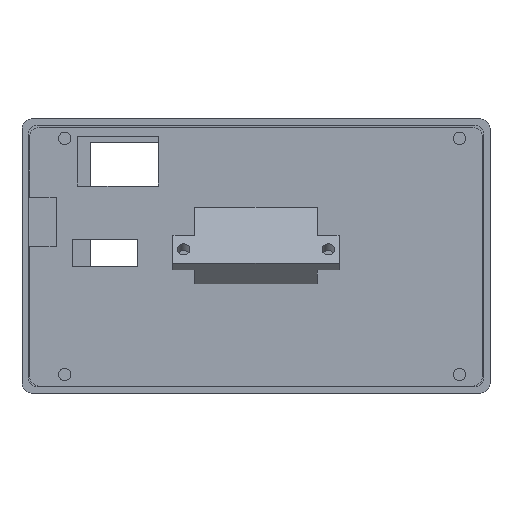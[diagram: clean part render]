
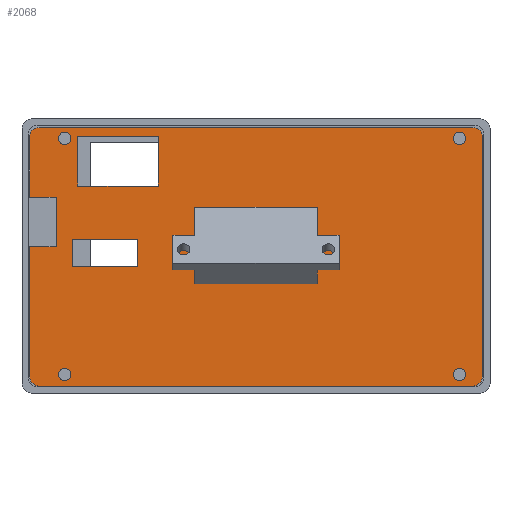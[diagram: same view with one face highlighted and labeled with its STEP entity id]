
A CAD part, front view. The second image highlights one B-rep face of the part: STEP entity #2068.
In plain terms, the highlighted face is planar.
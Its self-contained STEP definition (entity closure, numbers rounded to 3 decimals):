
#61=CIRCLE('',#2235,3.);
#62=CIRCLE('',#2238,3.);
#63=CIRCLE('',#2239,3.);
#64=CIRCLE('',#2240,3.);
#65=CIRCLE('',#2241,2.);
#66=CIRCLE('',#2242,2.);
#67=CIRCLE('',#2243,2.);
#68=CIRCLE('',#2244,2.);
#125=FACE_BOUND('',#302,.T.);
#126=FACE_BOUND('',#303,.T.);
#127=FACE_BOUND('',#304,.T.);
#128=FACE_BOUND('',#305,.T.);
#129=FACE_BOUND('',#306,.T.);
#130=FACE_BOUND('',#307,.T.);
#131=FACE_BOUND('',#308,.T.);
#182=FACE_OUTER_BOUND('',#301,.T.);
#301=EDGE_LOOP('',(#1541,#1542,#1543,#1544,#1545,#1546,#1547,#1548,#1549,
#1550,#1551,#1552));
#302=EDGE_LOOP('',(#1553,#1554,#1555,#1556));
#303=EDGE_LOOP('',(#1557,#1558,#1559,#1560));
#304=EDGE_LOOP('',(#1561,#1562,#1563,#1564));
#305=EDGE_LOOP('',(#1565));
#306=EDGE_LOOP('',(#1566));
#307=EDGE_LOOP('',(#1567));
#308=EDGE_LOOP('',(#1568));
#441=LINE('',#3038,#677);
#447=LINE('',#3049,#683);
#448=LINE('',#3052,#684);
#472=LINE('',#3119,#708);
#473=LINE('',#3123,#709);
#476=LINE('',#3128,#712);
#478=LINE('',#3132,#714);
#480=LINE('',#3135,#716);
#481=LINE('',#3139,#717);
#484=LINE('',#3144,#720);
#486=LINE('',#3148,#722);
#488=LINE('',#3153,#724);
#491=LINE('',#3158,#727);
#493=LINE('',#3162,#729);
#495=LINE('',#3165,#731);
#496=LINE('',#3168,#732);
#500=LINE('',#3177,#736);
#501=LINE('',#3180,#737);
#502=LINE('',#3184,#738);
#503=LINE('',#3188,#739);
#677=VECTOR('',#2439,10.);
#683=VECTOR('',#2447,10.);
#684=VECTOR('',#2450,10.);
#708=VECTOR('',#2502,10.);
#709=VECTOR('',#2505,10.);
#712=VECTOR('',#2510,10.);
#714=VECTOR('',#2514,10.);
#716=VECTOR('',#2518,10.);
#717=VECTOR('',#2521,10.);
#720=VECTOR('',#2526,10.);
#722=VECTOR('',#2530,10.);
#724=VECTOR('',#2534,10.);
#727=VECTOR('',#2539,10.);
#729=VECTOR('',#2543,10.);
#731=VECTOR('',#2547,10.);
#732=VECTOR('',#2550,10.);
#736=VECTOR('',#2560,10.);
#737=VECTOR('',#2563,10.);
#738=VECTOR('',#2566,10.);
#739=VECTOR('',#2569,10.);
#901=VERTEX_POINT('',#3036);
#902=VERTEX_POINT('',#3037);
#906=VERTEX_POINT('',#3047);
#907=VERTEX_POINT('',#3051);
#937=VERTEX_POINT('',#3121);
#938=VERTEX_POINT('',#3122);
#939=VERTEX_POINT('',#3127);
#940=VERTEX_POINT('',#3131);
#941=VERTEX_POINT('',#3137);
#942=VERTEX_POINT('',#3138);
#943=VERTEX_POINT('',#3143);
#944=VERTEX_POINT('',#3147);
#945=VERTEX_POINT('',#3151);
#946=VERTEX_POINT('',#3152);
#947=VERTEX_POINT('',#3157);
#948=VERTEX_POINT('',#3161);
#949=VERTEX_POINT('',#3167);
#950=VERTEX_POINT('',#3171);
#951=VERTEX_POINT('',#3172);
#952=VERTEX_POINT('',#3179);
#953=VERTEX_POINT('',#3181);
#954=VERTEX_POINT('',#3183);
#955=VERTEX_POINT('',#3185);
#956=VERTEX_POINT('',#3187);
#957=VERTEX_POINT('',#3190);
#958=VERTEX_POINT('',#3192);
#959=VERTEX_POINT('',#3194);
#960=VERTEX_POINT('',#3196);
#1105=EDGE_CURVE('',#901,#902,#441,.T.);
#1111=EDGE_CURVE('',#901,#906,#447,.T.);
#1112=EDGE_CURVE('',#906,#907,#448,.T.);
#1148=EDGE_CURVE('',#907,#902,#472,.T.);
#1149=EDGE_CURVE('',#937,#938,#473,.T.);
#1152=EDGE_CURVE('',#938,#939,#476,.T.);
#1154=EDGE_CURVE('',#939,#940,#478,.T.);
#1156=EDGE_CURVE('',#940,#937,#480,.T.);
#1157=EDGE_CURVE('',#941,#942,#481,.T.);
#1160=EDGE_CURVE('',#942,#943,#484,.T.);
#1162=EDGE_CURVE('',#944,#941,#486,.T.);
#1164=EDGE_CURVE('',#945,#946,#488,.T.);
#1167=EDGE_CURVE('',#946,#947,#491,.T.);
#1169=EDGE_CURVE('',#947,#948,#493,.T.);
#1171=EDGE_CURVE('',#948,#945,#495,.T.);
#1172=EDGE_CURVE('',#949,#944,#496,.T.);
#1174=EDGE_CURVE('',#950,#951,#61,.T.);
#1177=EDGE_CURVE('',#943,#951,#500,.T.);
#1178=EDGE_CURVE('',#950,#952,#501,.T.);
#1179=EDGE_CURVE('',#953,#952,#62,.T.);
#1180=EDGE_CURVE('',#953,#954,#502,.T.);
#1181=EDGE_CURVE('',#955,#954,#63,.T.);
#1182=EDGE_CURVE('',#955,#956,#503,.T.);
#1183=EDGE_CURVE('',#949,#956,#64,.T.);
#1184=EDGE_CURVE('',#957,#957,#65,.T.);
#1185=EDGE_CURVE('',#958,#958,#66,.T.);
#1186=EDGE_CURVE('',#959,#959,#67,.T.);
#1187=EDGE_CURVE('',#960,#960,#68,.T.);
#1541=ORIENTED_EDGE('',*,*,#1160,.T.);
#1542=ORIENTED_EDGE('',*,*,#1177,.T.);
#1543=ORIENTED_EDGE('',*,*,#1174,.F.);
#1544=ORIENTED_EDGE('',*,*,#1178,.T.);
#1545=ORIENTED_EDGE('',*,*,#1179,.F.);
#1546=ORIENTED_EDGE('',*,*,#1180,.T.);
#1547=ORIENTED_EDGE('',*,*,#1181,.F.);
#1548=ORIENTED_EDGE('',*,*,#1182,.T.);
#1549=ORIENTED_EDGE('',*,*,#1183,.F.);
#1550=ORIENTED_EDGE('',*,*,#1172,.T.);
#1551=ORIENTED_EDGE('',*,*,#1162,.T.);
#1552=ORIENTED_EDGE('',*,*,#1157,.T.);
#1553=ORIENTED_EDGE('',*,*,#1148,.T.);
#1554=ORIENTED_EDGE('',*,*,#1105,.F.);
#1555=ORIENTED_EDGE('',*,*,#1111,.T.);
#1556=ORIENTED_EDGE('',*,*,#1112,.T.);
#1557=ORIENTED_EDGE('',*,*,#1149,.T.);
#1558=ORIENTED_EDGE('',*,*,#1152,.T.);
#1559=ORIENTED_EDGE('',*,*,#1154,.T.);
#1560=ORIENTED_EDGE('',*,*,#1156,.T.);
#1561=ORIENTED_EDGE('',*,*,#1164,.T.);
#1562=ORIENTED_EDGE('',*,*,#1167,.T.);
#1563=ORIENTED_EDGE('',*,*,#1169,.T.);
#1564=ORIENTED_EDGE('',*,*,#1171,.T.);
#1565=ORIENTED_EDGE('',*,*,#1184,.T.);
#1566=ORIENTED_EDGE('',*,*,#1185,.T.);
#1567=ORIENTED_EDGE('',*,*,#1186,.T.);
#1568=ORIENTED_EDGE('',*,*,#1187,.T.);
#1978=PLANE('',#2237);
#2068=ADVANCED_FACE('',(#182,#125,#126,#127,#128,#129,#130,#131),#1978,
 .T.);
#2235=AXIS2_PLACEMENT_3D('',#3173,#2554,#2555);
#2237=AXIS2_PLACEMENT_3D('',#3178,#2561,#2562);
#2238=AXIS2_PLACEMENT_3D('',#3182,#2564,#2565);
#2239=AXIS2_PLACEMENT_3D('',#3186,#2567,#2568);
#2240=AXIS2_PLACEMENT_3D('',#3189,#2570,#2571);
#2241=AXIS2_PLACEMENT_3D('',#3191,#2572,#2573);
#2242=AXIS2_PLACEMENT_3D('',#3193,#2574,#2575);
#2243=AXIS2_PLACEMENT_3D('',#3195,#2576,#2577);
#2244=AXIS2_PLACEMENT_3D('',#3197,#2578,#2579);
#2439=DIRECTION('',(1.,0.,0.));
#2447=DIRECTION('',(0.,0.,-1.));
#2450=DIRECTION('',(1.,0.,0.));
#2502=DIRECTION('',(0.,0.,1.));
#2505=DIRECTION('',(0.,0.,1.));
#2510=DIRECTION('',(-1.,0.,0.));
#2514=DIRECTION('',(0.,0.,-1.));
#2518=DIRECTION('',(1.,0.,0.));
#2521=DIRECTION('',(0.,0.,1.));
#2526=DIRECTION('',(-1.,0.,0.));
#2530=DIRECTION('',(1.,0.,0.));
#2534=DIRECTION('',(0.,0.,1.));
#2539=DIRECTION('',(-1.,0.,0.));
#2543=DIRECTION('',(0.,0.,-1.));
#2547=DIRECTION('',(1.,0.,0.));
#2550=DIRECTION('',(0.,0.,1.));
#2554=DIRECTION('center_axis',(0.,-1.,0.));
#2555=DIRECTION('ref_axis',(-0.707,0.,0.707));
#2560=DIRECTION('',(0.,0.,1.));
#2561=DIRECTION('center_axis',(0.,1.,0.));
#2562=DIRECTION('ref_axis',(1.,0.,0.));
#2563=DIRECTION('',(1.,0.,0.));
#2564=DIRECTION('center_axis',(0.,-1.,0.));
#2565=DIRECTION('ref_axis',(0.707,0.,0.707));
#2566=DIRECTION('',(0.,0.,-1.));
#2567=DIRECTION('center_axis',(0.,-1.,0.));
#2568=DIRECTION('ref_axis',(0.707,0.,-0.707));
#2569=DIRECTION('',(-1.,0.,0.));
#2570=DIRECTION('center_axis',(0.,-1.,0.));
#2571=DIRECTION('ref_axis',(-0.707,0.,-0.707));
#2572=DIRECTION('center_axis',(0.,-1.,0.));
#2573=DIRECTION('ref_axis',(1.,0.,0.));
#2574=DIRECTION('center_axis',(0.,-1.,0.));
#2575=DIRECTION('ref_axis',(1.,0.,0.));
#2576=DIRECTION('center_axis',(0.,-1.,0.));
#2577=DIRECTION('ref_axis',(1.,0.,0.));
#2578=DIRECTION('center_axis',(0.,-1.,0.));
#2579=DIRECTION('ref_axis',(1.,0.,0.));
#3036=CARTESIAN_POINT('',(50.45,3.,40.725));
#3037=CARTESIAN_POINT('',(72.95,3.,40.725));
#3038=CARTESIAN_POINT('',(67.325,3.,40.725));
#3047=CARTESIAN_POINT('',(50.45,3.,25.725));
#3049=CARTESIAN_POINT('',(50.45,3.,31.975));
#3051=CARTESIAN_POINT('',(72.95,3.,25.725));
#3052=CARTESIAN_POINT('',(67.325,3.,25.725));
#3119=CARTESIAN_POINT('',(72.95,3.,34.475));
#3121=CARTESIAN_POINT('',(23.4,3.,32.5));
#3122=CARTESIAN_POINT('',(23.4,3.,41.5));
#3123=CARTESIAN_POINT('',(23.4,3.,39.863));
#3127=CARTESIAN_POINT('',(2.4,3.,41.5));
#3128=CARTESIAN_POINT('',(32.05,3.,41.5));
#3131=CARTESIAN_POINT('',(2.4,3.,32.5));
#3132=CARTESIAN_POINT('',(2.4,3.,35.363));
#3135=CARTESIAN_POINT('',(42.55,3.,32.5));
#3137=CARTESIAN_POINT('',(-2.8,3.,19.));
#3138=CARTESIAN_POINT('',(-2.8,3.,35.));
#3139=CARTESIAN_POINT('',(-2.8,3.,36.613));
#3143=CARTESIAN_POINT('',(-11.3,3.,35.));
#3144=CARTESIAN_POINT('',(24.95,3.,35.));
#3147=CARTESIAN_POINT('',(-11.3,3.,19.));
#3148=CARTESIAN_POINT('',(29.45,3.,19.));
#3151=CARTESIAN_POINT('',(30.2,3.,-0.6));
#3152=CARTESIAN_POINT('',(30.2,3.,15.4));
#3153=CARTESIAN_POINT('',(30.2,3.,26.813));
#3157=CARTESIAN_POINT('',(4.2,3.,15.4));
#3158=CARTESIAN_POINT('',(32.95,3.,15.4));
#3161=CARTESIAN_POINT('',(4.2,3.,-0.6));
#3162=CARTESIAN_POINT('',(4.2,3.,18.813));
#3165=CARTESIAN_POINT('',(45.95,3.,-0.6));
#3167=CARTESIAN_POINT('',(-11.3,3.,-0.5));
#3168=CARTESIAN_POINT('',(-11.3,3.,59.088));
#3171=CARTESIAN_POINT('',(-8.3,3.,79.95));
#3172=CARTESIAN_POINT('',(-11.3,3.,76.95));
#3173=CARTESIAN_POINT('Origin',(-8.3,3.,76.95));
#3177=CARTESIAN_POINT('',(-11.3,3.,59.088));
#3178=CARTESIAN_POINT('Origin',(61.7,3.,38.225));
#3179=CARTESIAN_POINT('',(131.7,3.,79.95));
#3180=CARTESIAN_POINT('',(98.2,3.,79.95));
#3181=CARTESIAN_POINT('',(134.7,3.,76.95));
#3182=CARTESIAN_POINT('Origin',(131.7,3.,76.95));
#3183=CARTESIAN_POINT('',(134.7,3.,-0.5));
#3184=CARTESIAN_POINT('',(134.7,3.,17.363));
#3185=CARTESIAN_POINT('',(131.7,3.,-3.5));
#3186=CARTESIAN_POINT('Origin',(131.7,3.,-0.5));
#3187=CARTESIAN_POINT('',(-8.3,3.,-3.5));
#3188=CARTESIAN_POINT('',(25.2,3.,-3.5));
#3189=CARTESIAN_POINT('Origin',(-8.3,3.,-0.5));
#3190=CARTESIAN_POINT('',(-2.,3.,0.));
#3191=CARTESIAN_POINT('Origin',(0.,3.,0.));
#3192=CARTESIAN_POINT('',(125.4,3.,76.2));
#3193=CARTESIAN_POINT('Origin',(127.4,3.,76.2));
#3194=CARTESIAN_POINT('',(125.4,3.,0.));
#3195=CARTESIAN_POINT('Origin',(127.4,3.,0.));
#3196=CARTESIAN_POINT('',(-2.,3.,76.2));
#3197=CARTESIAN_POINT('Origin',(0.,3.,76.2));
